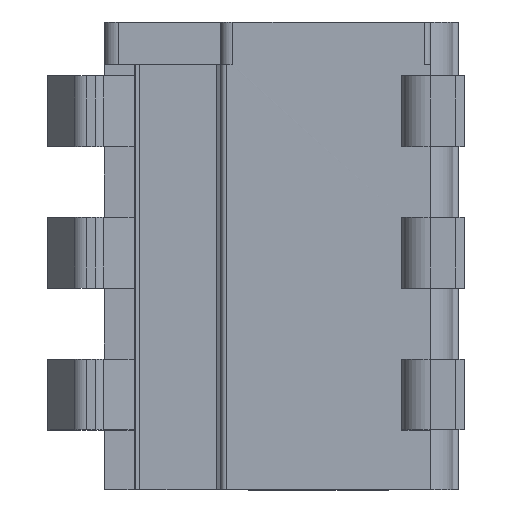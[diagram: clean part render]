
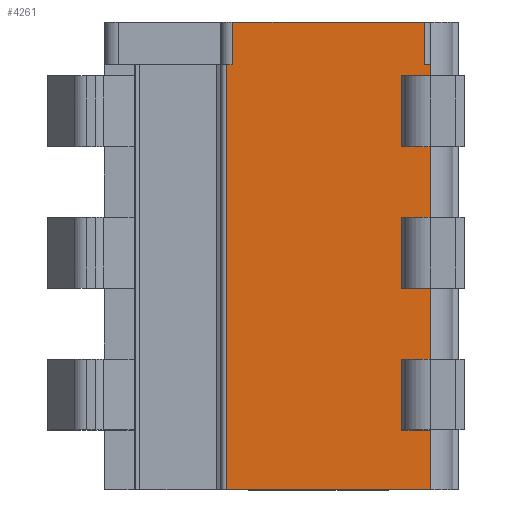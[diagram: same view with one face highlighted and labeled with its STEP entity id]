
A CAD part, top view. The second image highlights one B-rep face of the part: STEP entity #4261.
In plain terms, the highlighted planar face has unit normal (0, 0, 1).
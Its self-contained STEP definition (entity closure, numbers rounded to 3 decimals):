
#769=DIRECTION('',(0.,1.,0.));
#770=VECTOR('',#769,2.1);
#771=CARTESIAN_POINT('',(6.13,-15.,3.476));
#772=LINE('',#771,#770);
#785=DIRECTION('',(0.,1.,0.));
#786=VECTOR('',#785,2.5);
#787=CARTESIAN_POINT('',(6.13,-10.4,3.476));
#788=LINE('',#787,#786);
#801=DIRECTION('',(0.,1.,0.));
#802=VECTOR('',#801,2.5);
#803=CARTESIAN_POINT('',(6.13,-5.4,3.476));
#804=LINE('',#803,#802);
#817=DIRECTION('',(0.,-1.,0.));
#818=VECTOR('',#817,0.4);
#819=CARTESIAN_POINT('',(6.13,0.,3.477));
#820=LINE('',#819,#818);
#821=DIRECTION('',(0.,1.,0.));
#822=VECTOR('',#821,1.5);
#823=CARTESIAN_POINT('',(5.93,0.,3.477));
#824=LINE('',#823,#822);
#853=CARTESIAN_POINT('',(-0.869,0.,3.477));
#854=CARTESIAN_POINT('',(-0.864,0.,3.477));
#855=CARTESIAN_POINT('',(-0.853,0.,3.476));
#856=CARTESIAN_POINT('',(-0.843,0.,3.477));
#857=CARTESIAN_POINT('',(-0.837,0.,3.477));
#859=DIRECTION('',(0.,1.,0.));
#860=VECTOR('',#859,1.5);
#861=CARTESIAN_POINT('',(-0.837,0.,3.477));
#862=LINE('',#861,#860);
#863=DIRECTION('',(1.,0.,0.));
#864=VECTOR('',#863,0.2);
#865=CARTESIAN_POINT('',(5.93,0.,3.477));
#866=LINE('',#865,#864);
#867=DIRECTION('',(-1.,0.,0.));
#868=VECTOR('',#867,1.);
#869=CARTESIAN_POINT('',(6.13,-0.4,3.477));
#870=LINE('',#869,#868);
#871=DIRECTION('',(-1.,0.,0.));
#872=VECTOR('',#871,1.);
#873=CARTESIAN_POINT('',(6.13,-5.4,3.476));
#874=LINE('',#873,#872);
#875=DIRECTION('',(-1.,0.,0.001));
#876=VECTOR('',#875,1.);
#877=CARTESIAN_POINT('',(6.13,-10.4,3.476));
#878=LINE('',#877,#876);
#879=DIRECTION('',(-1.,0.,0.));
#880=VECTOR('',#879,7.2);
#881=CARTESIAN_POINT('',(6.13,-15.,3.476));
#882=LINE('',#881,#880);
#883=DIRECTION('',(0.,-1.,0.));
#884=VECTOR('',#883,15.);
#885=CARTESIAN_POINT('',(-1.07,0.,3.477));
#886=LINE('',#885,#884);
#887=DIRECTION('',(1.,0.,0.));
#888=VECTOR('',#887,0.17);
#889=CARTESIAN_POINT('',(-1.07,0.,3.477));
#890=LINE('',#889,#888);
#891=CARTESIAN_POINT('',(-0.9,0.,3.477));
#892=CARTESIAN_POINT('',(-0.895,0.,3.477));
#893=CARTESIAN_POINT('',(-0.884,0.,3.476));
#894=CARTESIAN_POINT('',(-0.874,0.,3.477));
#895=CARTESIAN_POINT('',(-0.869,0.,3.477));
#901=DIRECTION('',(-1.,0.,0.));
#902=VECTOR('',#901,1.);
#903=CARTESIAN_POINT('',(6.13,-2.9,3.476));
#904=LINE('',#903,#902);
#914=DIRECTION('',(0.,-1.,0.));
#915=VECTOR('',#914,2.5);
#916=CARTESIAN_POINT('',(5.13,-5.4,3.476));
#917=LINE('',#916,#915);
#926=DIRECTION('',(0.,-1.,0.));
#927=VECTOR('',#926,2.5);
#928=CARTESIAN_POINT('',(5.13,-10.4,3.476));
#929=LINE('',#928,#927);
#942=DIRECTION('',(0.,-1.,0.));
#943=VECTOR('',#942,2.5);
#944=CARTESIAN_POINT('',(5.13,-0.4,3.477));
#945=LINE('',#944,#943);
#946=DIRECTION('',(-1.,0.,0.001));
#947=VECTOR('',#946,1.);
#948=CARTESIAN_POINT('',(6.13,-7.9,3.476));
#949=LINE('',#948,#947);
#1187=DIRECTION('',(-1.,0.,0.001));
#1188=VECTOR('',#1187,1.);
#1189=CARTESIAN_POINT('',(6.13,-12.9,3.476));
#1190=LINE('',#1189,#1188);
#1481=DIRECTION('',(1.,0.,0.));
#1482=VECTOR('',#1481,6.767);
#1483=CARTESIAN_POINT('',(-0.837,1.5,3.477));
#1484=LINE('',#1483,#1482);
#2204=CARTESIAN_POINT('',(-1.07,0.,3.477));
#2206=VERTEX_POINT('',#2204);
#2254=CARTESIAN_POINT('',(-1.07,-15.,3.477));
#2256=VERTEX_POINT('',#2254);
#2315=CARTESIAN_POINT('',(5.13,-2.9,3.476));
#2317=VERTEX_POINT('',#2315);
#2319=CARTESIAN_POINT('',(5.13,-5.4,3.476));
#2321=VERTEX_POINT('',#2319);
#2347=CARTESIAN_POINT('',(6.13,-2.9,3.476));
#2348=VERTEX_POINT('',#2347);
#2349=CARTESIAN_POINT('',(6.13,-5.4,3.476));
#2350=VERTEX_POINT('',#2349);
#2383=CARTESIAN_POINT('',(5.13,-7.9,3.476));
#2385=VERTEX_POINT('',#2383);
#2387=CARTESIAN_POINT('',(5.13,-10.4,3.476));
#2389=VERTEX_POINT('',#2387);
#2415=CARTESIAN_POINT('',(6.13,-7.9,3.476));
#2416=VERTEX_POINT('',#2415);
#2417=CARTESIAN_POINT('',(6.13,-10.4,3.476));
#2418=VERTEX_POINT('',#2417);
#2437=CARTESIAN_POINT('',(5.13,-12.9,3.476));
#2439=VERTEX_POINT('',#2437);
#2453=CARTESIAN_POINT('',(6.13,-12.9,3.476));
#2454=VERTEX_POINT('',#2453);
#2455=CARTESIAN_POINT('',(6.13,-15.,3.476));
#2456=VERTEX_POINT('',#2455);
#2534=CARTESIAN_POINT('',(5.13,-0.4,
3.477));
#2536=VERTEX_POINT('',#2534);
#2549=CARTESIAN_POINT('',(6.13,-0.4,
3.477));
#2550=VERTEX_POINT('',#2549);
#2551=CARTESIAN_POINT('',(6.13,0.,3.477));
#2552=VERTEX_POINT('',#2551);
#2798=CARTESIAN_POINT('',(-0.837,1.5,3.477));
#2800=VERTEX_POINT('',#2798);
#2801=CARTESIAN_POINT('',(5.93,1.5,3.477));
#2802=VERTEX_POINT('',#2801);
#2840=CARTESIAN_POINT('',(-0.9,0.,3.477));
#2842=VERTEX_POINT('',#2840);
#2843=VERTEX_POINT('',#895);
#2844=VERTEX_POINT('',#857);
#2845=CARTESIAN_POINT('',(5.93,0.,3.477));
#2847=VERTEX_POINT('',#2845);
#4217=CARTESIAN_POINT('',(-1.07,0.,3.477));
#4218=DIRECTION('',(0.,0.,1.));
#4219=DIRECTION('',(1.,0.,0.));
#4220=AXIS2_PLACEMENT_3D('',#4217,#4218,#4219);
#4221=PLANE('',#4220);
#4223=ORIENTED_EDGE('',*,*,#4222,.T.);
#4225=ORIENTED_EDGE('',*,*,#4224,.T.);
#4227=ORIENTED_EDGE('',*,*,#4226,.T.);
#4228=ORIENTED_EDGE('',*,*,#4146,.F.);
#4229=ORIENTED_EDGE('',*,*,#2928,.T.);
#4230=ORIENTED_EDGE('',*,*,#4135,.T.);
#4232=ORIENTED_EDGE('',*,*,#4231,.T.);
#4234=ORIENTED_EDGE('',*,*,#4233,.T.);
#4236=ORIENTED_EDGE('',*,*,#4235,.F.);
#4237=ORIENTED_EDGE('',*,*,#4127,.F.);
#4239=ORIENTED_EDGE('',*,*,#4238,.T.);
#4241=ORIENTED_EDGE('',*,*,#4240,.T.);
#4243=ORIENTED_EDGE('',*,*,#4242,.F.);
#4244=ORIENTED_EDGE('',*,*,#4119,.F.);
#4246=ORIENTED_EDGE('',*,*,#4245,.T.);
#4248=ORIENTED_EDGE('',*,*,#4247,.T.);
#4250=ORIENTED_EDGE('',*,*,#4249,.F.);
#4251=ORIENTED_EDGE('',*,*,#4111,.F.);
#4253=ORIENTED_EDGE('',*,*,#4252,.T.);
#4255=ORIENTED_EDGE('',*,*,#4254,.F.);
#4256=ORIENTED_EDGE('',*,*,#2910,.T.);
#4258=ORIENTED_EDGE('',*,*,#4257,.T.);
#4259=EDGE_LOOP('',(#4223,#4225,#4227,#4228,#4229,#4230,#4232,#4234,#4236,#4237,
#4239,#4241,#4243,#4244,#4246,#4248,#4250,#4251,#4253,#4255,#4256,#4258));
#4260=FACE_OUTER_BOUND('',#4259,.F.);
#4261=ADVANCED_FACE('',(#4260),#4221,.T.);
#858=B_SPLINE_CURVE_WITH_KNOTS('',3,(#853,#854,#855,#856,#857),.UNSPECIFIED.,
.F.,.F.,(4,1,4),(0.,0.5,1.),.UNSPECIFIED.);
#896=B_SPLINE_CURVE_WITH_KNOTS('',3,(#891,#892,#893,#894,#895),.UNSPECIFIED.,
.F.,.F.,(4,1,4),(0.,0.5,1.),.UNSPECIFIED.);
#2910=EDGE_CURVE('',#2206,#2842,#890,.T.);
#2928=EDGE_CURVE('',#2847,#2552,#866,.T.);
#4111=EDGE_CURVE('',#2456,#2454,#772,.T.);
#4119=EDGE_CURVE('',#2418,#2416,#788,.T.);
#4127=EDGE_CURVE('',#2350,#2348,#804,.T.);
#4135=EDGE_CURVE('',#2552,#2550,#820,.T.);
#4146=EDGE_CURVE('',#2847,#2802,#824,.T.);
#4222=EDGE_CURVE('',#2843,#2844,#858,.T.);
#4224=EDGE_CURVE('',#2844,#2800,#862,.T.);
#4226=EDGE_CURVE('',#2800,#2802,#1484,.T.);
#4231=EDGE_CURVE('',#2550,#2536,#870,.T.);
#4233=EDGE_CURVE('',#2536,#2317,#945,.T.);
#4235=EDGE_CURVE('',#2348,#2317,#904,.T.);
#4238=EDGE_CURVE('',#2350,#2321,#874,.T.);
#4240=EDGE_CURVE('',#2321,#2385,#917,.T.);
#4242=EDGE_CURVE('',#2416,#2385,#949,.T.);
#4245=EDGE_CURVE('',#2418,#2389,#878,.T.);
#4247=EDGE_CURVE('',#2389,#2439,#929,.T.);
#4249=EDGE_CURVE('',#2454,#2439,#1190,.T.);
#4252=EDGE_CURVE('',#2456,#2256,#882,.T.);
#4254=EDGE_CURVE('',#2206,#2256,#886,.T.);
#4257=EDGE_CURVE('',#2842,#2843,#896,.T.);
